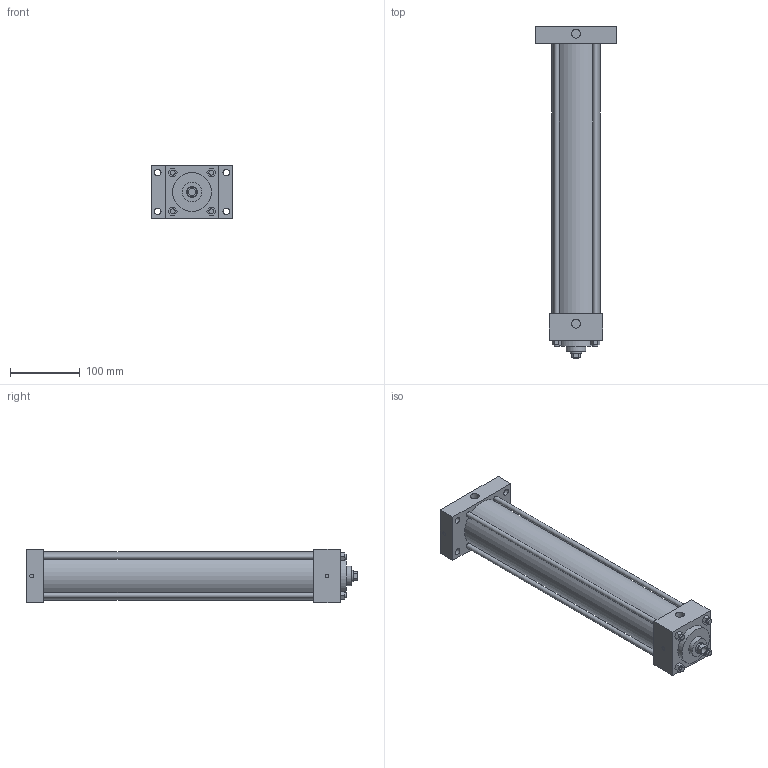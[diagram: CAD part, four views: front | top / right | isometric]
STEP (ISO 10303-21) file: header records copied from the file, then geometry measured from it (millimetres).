
FILE_DESCRIPTION((' Parasolid data model '),'2;1');
FILE_NAME('GSSL','1999-12-15T14:50:56+00:00',(' GSSL '),(' GSSL Pune '),'','GSSL Pune','Author');
FILE_SCHEMA(('CONFIG_CONTROL_DESIGN'));
Length unit declared in the file: millimetre
Bounding box: 117.47 x 476.25 x 76.2 mm (x, y, z)
Surface area: 170970.8 mm2 (no closed solid volume)
Topology: 0 solids, 5 shells, 90 faces, 225 edges, 160 vertices
Faces by surface type: plane 61, cylinder 29
Full cylindrical faces by diameter (mm): 5.556 x6, 7.137 x8, 9.525 x4, 11.113 x1, 12.7 x2, 15.875 x1, 28.575 x1, 55.55 x1, 69.85 x1
Entity records: 2960 total; most frequent: CARTESIAN_POINT 512, DIRECTION 468, ORIENTED_EDGE 393, EDGE_CURVE 234, VERTEX_POINT 190, LINE 176, VECTOR 176, EDGE_LOOP 166
